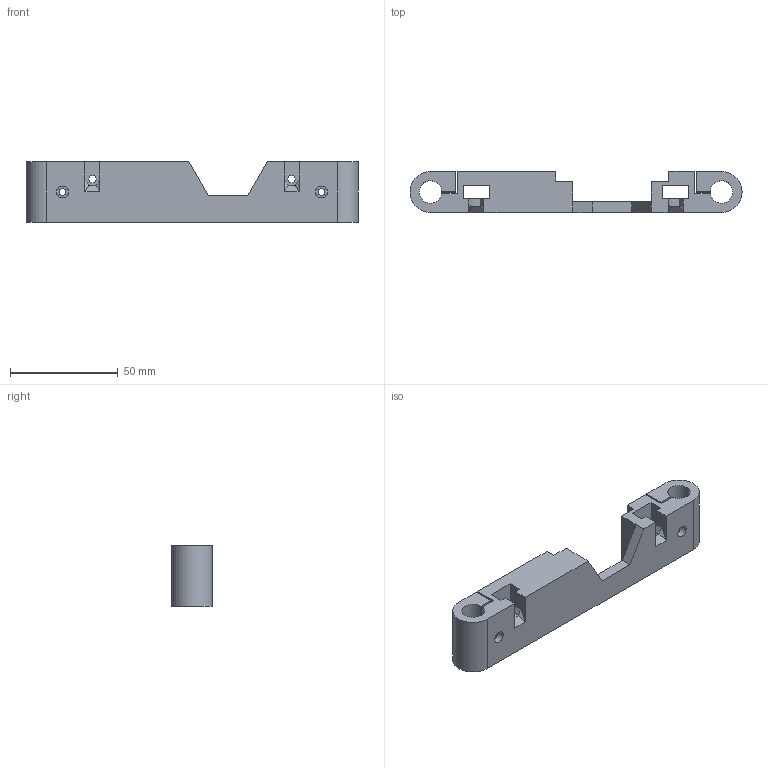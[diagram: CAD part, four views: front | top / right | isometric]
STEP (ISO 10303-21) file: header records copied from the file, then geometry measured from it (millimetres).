
FILE_DESCRIPTION(('FreeCAD Model'),'2;1');
FILE_NAME('Open CASCADE Shape Model','2024-02-01T09:14:47',(''),(''), 'Open CASCADE STEP processor 7.6','FreeCAD','Unknown');
FILE_SCHEMA(('AUTOMOTIVE_DESIGN { 1 0 10303 214 1 1 1 1 }'));
Length unit declared in the file: millimetre
Products named in the file (1): Holder
Bounding box: 154 x 19 x 28 mm (x, y, z)
Volume: 49800.5 mm3; surface area: 19246.8 mm2
Topology: 1 solids, 1 shells, 78 faces, 222 edges, 148 vertices
Faces by surface type: plane 66, cylinder 12
Full cylindrical faces by diameter (mm): 3.2 x4, 4.5 x2, 5.5 x2
Entity records: 5483 total; most frequent: CARTESIAN_POINT 959, DIRECTION 837, LINE 618, VECTOR 618, ORIENTED_EDGE 444, PCURVE 444, DEFINITIONAL_REPRESENTATION 444, EDGE_CURVE 222
